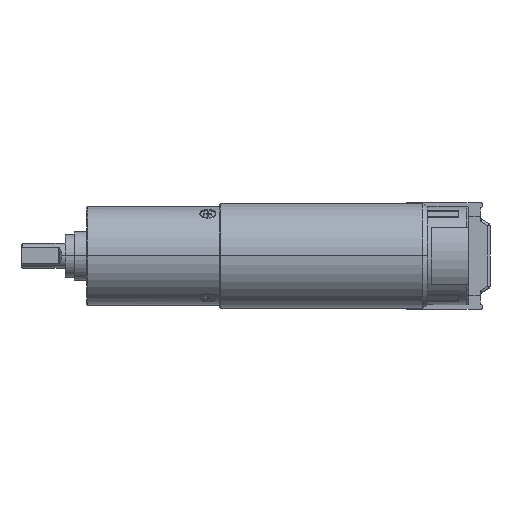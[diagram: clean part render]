
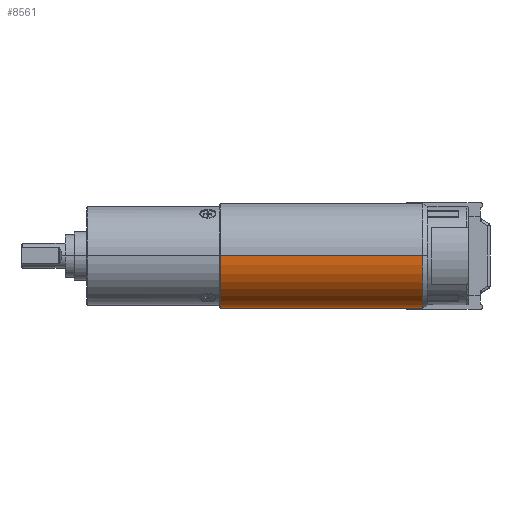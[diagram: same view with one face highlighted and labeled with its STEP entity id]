
A CAD part, front view. The second image highlights one B-rep face of the part: STEP entity #8561.
In plain terms, the highlighted cylindrical face has radius 8.5 mm (diameter 17 mm), a partial arc.
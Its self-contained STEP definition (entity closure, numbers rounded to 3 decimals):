
#446=CARTESIAN_POINT('',(0.1,0.,0.));
#447=DIRECTION('',(-1.,0.,0.));
#448=DIRECTION('',(0.,1.,0.));
#449=AXIS2_PLACEMENT_3D('',#446,#447,#448);
#451=DIRECTION('',(-1.,0.,0.));
#452=VECTOR('',#451,32.834);
#453=CARTESIAN_POINT('',(32.934,-8.5,0.));
#454=LINE('',#453,#452);
#455=CARTESIAN_POINT('',(32.934,0.,0.));
#456=DIRECTION('',(-1.,0.,0.));
#457=DIRECTION('',(0.,1.,0.));
#458=AXIS2_PLACEMENT_3D('',#455,#456,#457);
#460=DIRECTION('',(-1.,0.,0.));
#461=VECTOR('',#460,32.834);
#462=CARTESIAN_POINT('',(32.934,8.5,0.));
#463=LINE('',#462,#461);
#6396=CARTESIAN_POINT('',(32.934,-8.5,0.));
#6398=VERTEX_POINT('',#6396);
#6399=CARTESIAN_POINT('',(32.934,8.5,0.));
#6400=VERTEX_POINT('',#6399);
#7497=CARTESIAN_POINT('',(0.1,-8.5,0.));
#7498=CARTESIAN_POINT('',(0.1,8.5,0.));
#7499=VERTEX_POINT('',#7497);
#7500=VERTEX_POINT('',#7498);
#8547=CARTESIAN_POINT('',(0.,0.,0.));
#8548=DIRECTION('',(1.,0.,0.));
#8549=DIRECTION('',(0.,-1.,0.));
#8550=AXIS2_PLACEMENT_3D('',#8547,#8548,#8549);
#8551=CYLINDRICAL_SURFACE('',#8550,8.5);
#8553=ORIENTED_EDGE('',*,*,#8552,.T.);
#8555=ORIENTED_EDGE('',*,*,#8554,.F.);
#8556=ORIENTED_EDGE('',*,*,#8472,.F.);
#8558=ORIENTED_EDGE('',*,*,#8557,.T.);
#8559=EDGE_LOOP('',(#8553,#8555,#8556,#8558));
#8560=FACE_OUTER_BOUND('',#8559,.F.);
#8561=ADVANCED_FACE('',(#8560),#8551,.T.);
#450=CIRCLE('',#449,8.5);
#459=CIRCLE('',#458,8.5);
#8472=EDGE_CURVE('',#6400,#6398,#459,.T.);
#8552=EDGE_CURVE('',#7500,#7499,#450,.T.);
#8554=EDGE_CURVE('',#6398,#7499,#454,.T.);
#8557=EDGE_CURVE('',#6400,#7500,#463,.T.);
